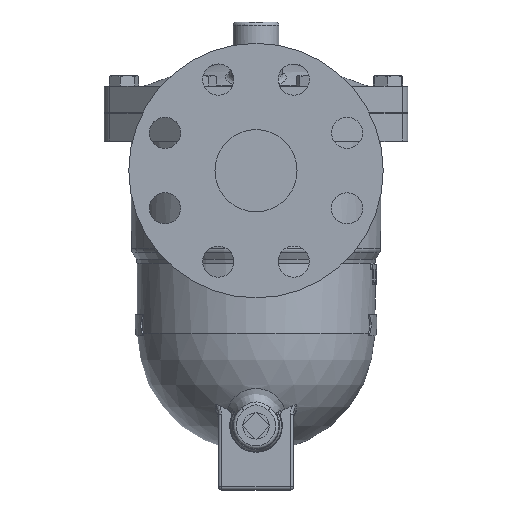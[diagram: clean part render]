
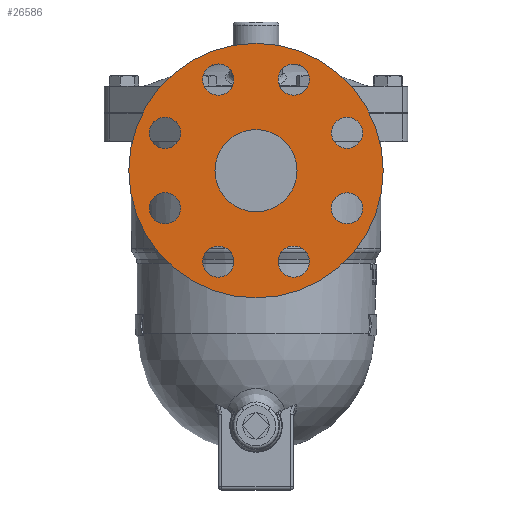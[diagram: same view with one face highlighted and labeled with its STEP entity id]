
A CAD part, left-side view. The second image highlights one B-rep face of the part: STEP entity #26586.
In plain terms, the highlighted planar face has unit normal (-1, 0, 0).
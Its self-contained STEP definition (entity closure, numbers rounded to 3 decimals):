
#25202=CARTESIAN_POINT('',(-140.0,0.,-10.));
#25203=VERTEX_POINT('',#25202);
#25204=CARTESIAN_POINT('',(-140.0,0.0,-35.));
#25205=DIRECTION('',(1.0,0.0,0.0));
#25206=DIRECTION('',(0.0,0.0,-1.0));
#25207=AXIS2_PLACEMENT_3D('',#25204,#25205,#25206);
#25208=CIRCLE('',#25207,25.0);
#25209=EDGE_CURVE('',#25203,#25203,#25208,.T.);
#25260=CARTESIAN_POINT('',(-140.0,62.15,-5.321));
#25261=VERTEX_POINT('',#25260);
#25262=CARTESIAN_POINT('',(-140.0,55.433,-12.039));
#25263=DIRECTION('',(1.0,0.,0.));
#25264=DIRECTION('',(0.,0.707,0.707));
#25265=AXIS2_PLACEMENT_3D('',#25262,#25263,#25264);
#25266=CIRCLE('',#25265,9.5);
#25267=EDGE_CURVE('',#25261,#25261,#25266,.T.);
#25309=CARTESIAN_POINT('',(-140.0,64.933,-57.961));
#25310=VERTEX_POINT('',#25309);
#25311=CARTESIAN_POINT('',(-140.0,55.433,-57.961));
#25312=DIRECTION('',(1.0,0.0,0.0));
#25313=DIRECTION('',(0.0,1.0,0.0));
#25314=AXIS2_PLACEMENT_3D('',#25311,#25312,#25313);
#25315=CIRCLE('',#25314,9.5);
#25316=EDGE_CURVE('',#25310,#25310,#25315,.T.);
#25358=CARTESIAN_POINT('',(-140.0,29.679,-97.15));
#25359=VERTEX_POINT('',#25358);
#25360=CARTESIAN_POINT('',(-140.0,22.961,-90.433));
#25361=DIRECTION('',(1.0,0.,0.));
#25362=DIRECTION('',(0.,0.707,-0.707));
#25363=AXIS2_PLACEMENT_3D('',#25360,#25361,#25362);
#25364=CIRCLE('',#25363,9.5);
#25365=EDGE_CURVE('',#25359,#25359,#25364,.T.);
#25407=CARTESIAN_POINT('',(-140.0,-22.961,-99.933));
#25408=VERTEX_POINT('',#25407);
#25409=CARTESIAN_POINT('',(-140.0,-22.961,-90.433));
#25410=DIRECTION('',(1.0,0.0,0.0));
#25411=DIRECTION('',(0.0,0.0,-1.0));
#25412=AXIS2_PLACEMENT_3D('',#25409,#25410,#25411);
#25413=CIRCLE('',#25412,9.5);
#25414=EDGE_CURVE('',#25408,#25408,#25413,.T.);
#25456=CARTESIAN_POINT('',(-140.0,-62.15,-64.679));
#25457=VERTEX_POINT('',#25456);
#25458=CARTESIAN_POINT('',(-140.0,-55.433,-57.961));
#25459=DIRECTION('',(1.,0.,0.));
#25460=DIRECTION('',(0.,-0.707,-0.707));
#25461=AXIS2_PLACEMENT_3D('',#25458,#25459,#25460);
#25462=CIRCLE('',#25461,9.5);
#25463=EDGE_CURVE('',#25457,#25457,#25462,.T.);
#25505=CARTESIAN_POINT('',(-140.0,-64.933,-12.039));
#25506=VERTEX_POINT('',#25505);
#25507=CARTESIAN_POINT('',(-140.0,-55.433,-12.039));
#25508=DIRECTION('',(1.0,0.0,0.0));
#25509=DIRECTION('',(0.0,-1.0,0.0));
#25510=AXIS2_PLACEMENT_3D('',#25507,#25508,#25509);
#25511=CIRCLE('',#25510,9.5);
#25512=EDGE_CURVE('',#25506,#25506,#25511,.T.);
#25554=CARTESIAN_POINT('',(-140.0,-29.679,27.15));
#25555=VERTEX_POINT('',#25554);
#25556=CARTESIAN_POINT('',(-140.0,-22.961,20.433));
#25557=DIRECTION('',(1.,0.,0.));
#25558=DIRECTION('',(0.,-0.707,0.707));
#25559=AXIS2_PLACEMENT_3D('',#25556,#25557,#25558);
#25560=CIRCLE('',#25559,9.5);
#25561=EDGE_CURVE('',#25555,#25555,#25560,.T.);
#25603=CARTESIAN_POINT('',(-140.0,22.961,29.933));
#25604=VERTEX_POINT('',#25603);
#25605=CARTESIAN_POINT('',(-140.0,22.961,20.433));
#25606=DIRECTION('',(1.0,0.0,0.0));
#25607=DIRECTION('',(0.0,0.0,1.0));
#25608=AXIS2_PLACEMENT_3D('',#25605,#25606,#25607);
#25609=CIRCLE('',#25608,9.5);
#25610=EDGE_CURVE('',#25604,#25604,#25609,.T.);
#25692=CARTESIAN_POINT('',(-140.,0.,42.5));
#25693=VERTEX_POINT('',#25692);
#25694=CARTESIAN_POINT('',(-140.0,0.0,-35.));
#25695=DIRECTION('',(1.0,0.0,0.0));
#25696=DIRECTION('',(0.0,0.0,-1.0));
#25697=AXIS2_PLACEMENT_3D('',#25694,#25695,#25696);
#25698=CIRCLE('',#25697,77.5);
#25699=EDGE_CURVE('',#25693,#25693,#25698,.T.);
#26551=CARTESIAN_POINT('',(-140.0,0.0,-16.5));
#26552=DIRECTION('',(-1.0,0.0,0.0));
#26553=DIRECTION('',(0.0,0.0,1.0));
#26554=AXIS2_PLACEMENT_3D('',#26551,#26552,#26553);
#26555=PLANE('',#26554);
#26556=ORIENTED_EDGE('',*,*,#25699,.F.);
#26557=EDGE_LOOP('',(#26556));
#26558=FACE_OUTER_BOUND('',#26557,.T.);
#26559=ORIENTED_EDGE('',*,*,#25209,.T.);
#26560=EDGE_LOOP('',(#26559));
#26561=FACE_BOUND('',#26560,.T.);
#26562=ORIENTED_EDGE('',*,*,#25267,.T.);
#26563=EDGE_LOOP('',(#26562));
#26564=FACE_BOUND('',#26563,.T.);
#26565=ORIENTED_EDGE('',*,*,#25316,.T.);
#26566=EDGE_LOOP('',(#26565));
#26567=FACE_BOUND('',#26566,.T.);
#26568=ORIENTED_EDGE('',*,*,#25365,.T.);
#26569=EDGE_LOOP('',(#26568));
#26570=FACE_BOUND('',#26569,.T.);
#26571=ORIENTED_EDGE('',*,*,#25414,.T.);
#26572=EDGE_LOOP('',(#26571));
#26573=FACE_BOUND('',#26572,.T.);
#26574=ORIENTED_EDGE('',*,*,#25463,.T.);
#26575=EDGE_LOOP('',(#26574));
#26576=FACE_BOUND('',#26575,.T.);
#26577=ORIENTED_EDGE('',*,*,#25512,.T.);
#26578=EDGE_LOOP('',(#26577));
#26579=FACE_BOUND('',#26578,.T.);
#26580=ORIENTED_EDGE('',*,*,#25561,.T.);
#26581=EDGE_LOOP('',(#26580));
#26582=FACE_BOUND('',#26581,.T.);
#26583=ORIENTED_EDGE('',*,*,#25610,.T.);
#26584=EDGE_LOOP('',(#26583));
#26585=FACE_BOUND('',#26584,.T.);
#26586=ADVANCED_FACE('',(#26558,#26561,#26564,#26567,#26570,#26573,#26576,#26579,#26582,#26585),#26555,.T.);
